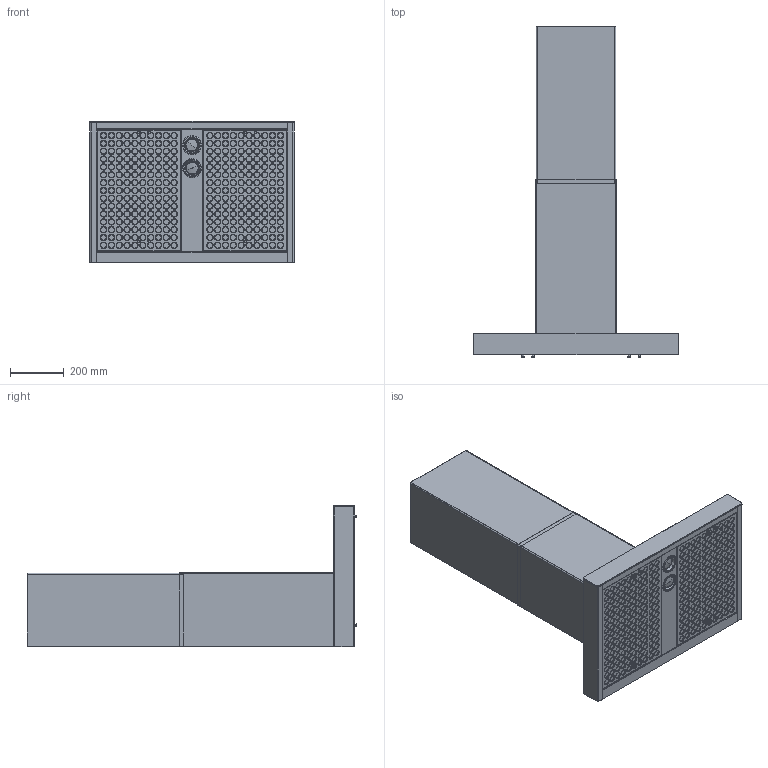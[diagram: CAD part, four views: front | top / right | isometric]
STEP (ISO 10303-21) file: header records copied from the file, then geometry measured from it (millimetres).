
FILE_DESCRIPTION((''),'2;1');
FILE_NAME('CC700IXXYY_GENERIC_ASM','2012-03-26T',('bathalond'),('Venmar-Ventilation'),'PRO/ENGINEER BY PARAMETRIC TECHNOLOGY CORPORATION, 2010370','PRO/ENGINEER BY PARAMETRIC TECHNOLOGY CORPORATION, 2010370','');
FILE_SCHEMA(('CONFIG_CONTROL_DESIGN'));
Length unit declared in the file: inch
Products named in the file (11): CC700_3D_SHELL-01; CIS700_3D_LIGHT-TRIM; CIS700_3D_LIGHT-BULB; CIS700_3D_LIGHT-KIT_ASM; CC700_3D_GLASS-01; CIS700_3D_GLASS-PICTO; CC700_3D_FILTER-30; CIS700_3D_FILTER-KNOB; CC700_3D_F-COVER-BOTTOM; CC700_3D_F-COVER-TOP; CC700IXXYY_GENERIC_ASM
Assembly tree (19 placements, depth 3):
  CC700IXXYY_GENERIC_ASM
    CC700_3D_SHELL-01
    CIS700_3D_LIGHT-KIT_ASM  x2
      CIS700_3D_LIGHT-TRIM
      CIS700_3D_LIGHT-BULB
    CC700_3D_GLASS-01
    CIS700_3D_GLASS-PICTO
    CC700_3D_FILTER-30  x2
    CIS700_3D_FILTER-KNOB  x8
    CC700_3D_F-COVER-BOTTOM
    CC700_3D_F-COVER-TOP
Bounding box: 760.86 x 1227.33 x 527.05 mm (x, y, z)
Volume: 43424494.6 mm3; surface area: 4127822.7 mm2
Topology: 41 solids, 41 shells, 2138 faces, 4456 edges, 2714 vertices
Faces by surface type: cylinder 764, plane 662, torus 644, cone 56, sphere 8, bspline 4
Entity records: 34034 total; most frequent: DIRECTION 6610, CARTESIAN_POINT 5709, ORIENTED_EDGE 5304, AXIS2_PLACEMENT_3D 2708, EDGE_CURVE 2652, VERTEX_POINT 1641, CIRCLE 1448, EDGE_LOOP 1397
